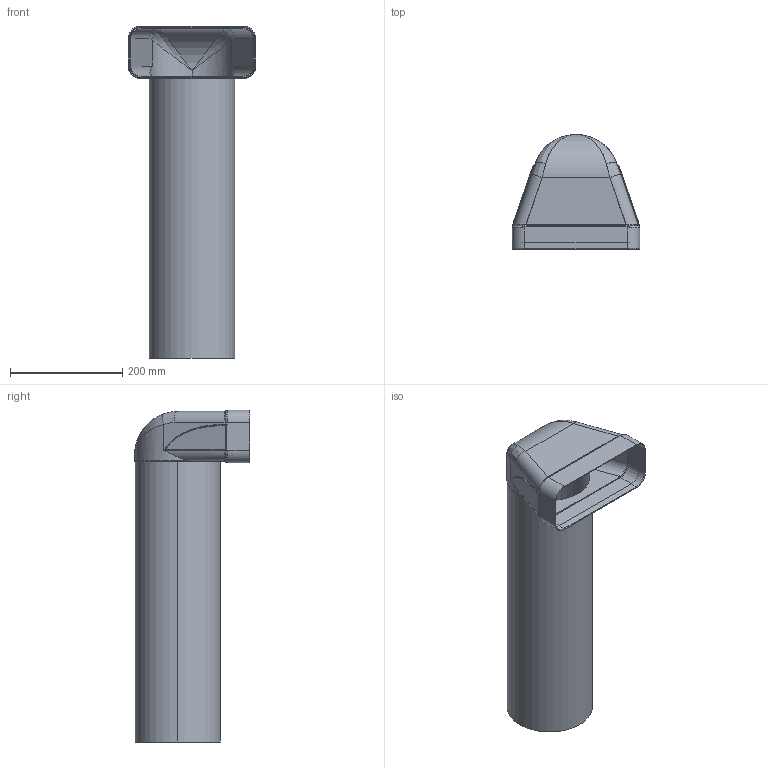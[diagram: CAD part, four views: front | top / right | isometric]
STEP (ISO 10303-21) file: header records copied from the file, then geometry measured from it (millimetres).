
FILE_DESCRIPTION(('STEP AP214'),'1');
FILE_NAME('ck mit Rundrohr 500mm.STP','2021-06-17T09:52:37',(' '),(' '),'Spatial InterOp 3D',' ',' ');
FILE_SCHEMA(('AUTOMOTIVE_DESIGN { 1 0 10303 214 1 1 1 1 }'));
Length unit declared in the file: millimetre
Products named in the file (1): gerades Prisma
Bounding box: 227 x 205 x 591.5 mm (x, y, z)
Volume: 669539.4 mm3; surface area: 694044.2 mm2
Topology: 3 solids, 3 shells, 181 faces, 417 edges, 244 vertices
Faces by surface type: cylinder 56, bspline 52, plane 35, torus 18, cone 18, sphere 2
Entity records: 11914 total; most frequent: CARTESIAN_POINT 8086, ORIENTED_EDGE 832, DIRECTION 738, EDGE_CURVE 416, AXIS2_PLACEMENT_3D 302, VERTEX_POINT 244, EDGE_LOOP 190, ADVANCED_FACE 181
